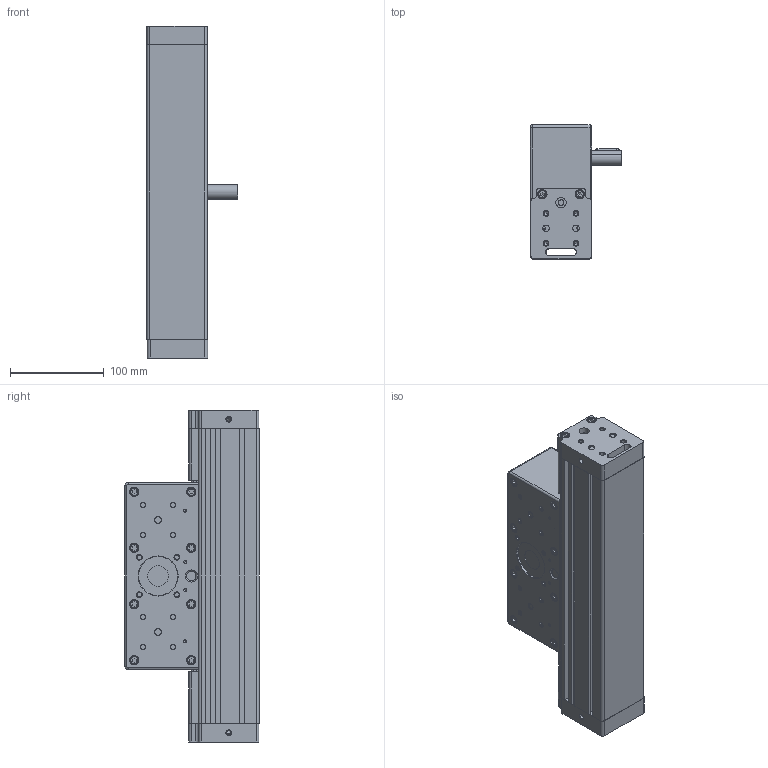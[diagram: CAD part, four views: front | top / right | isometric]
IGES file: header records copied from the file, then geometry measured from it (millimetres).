
Global section: file name: No Iges File Name specified; native system: Autodesk Inventor 2011; preprocessor: AutoDesk Inventor Iges Exporter R2011; author: user; date: 20101018.132435; units: millimetre
Bounding box: 98 x 143.5 x 355 mm (x, y, z)
Volume: 2306764.8 mm3; surface area: 313909.1 mm2
Topology: 12 solids, 24 shells, 1099 faces, 2632 edges, 1620 vertices
Faces by surface type: plane 378, bspline 367, revolution 184, cylinder 104, cone 58, torus 8
